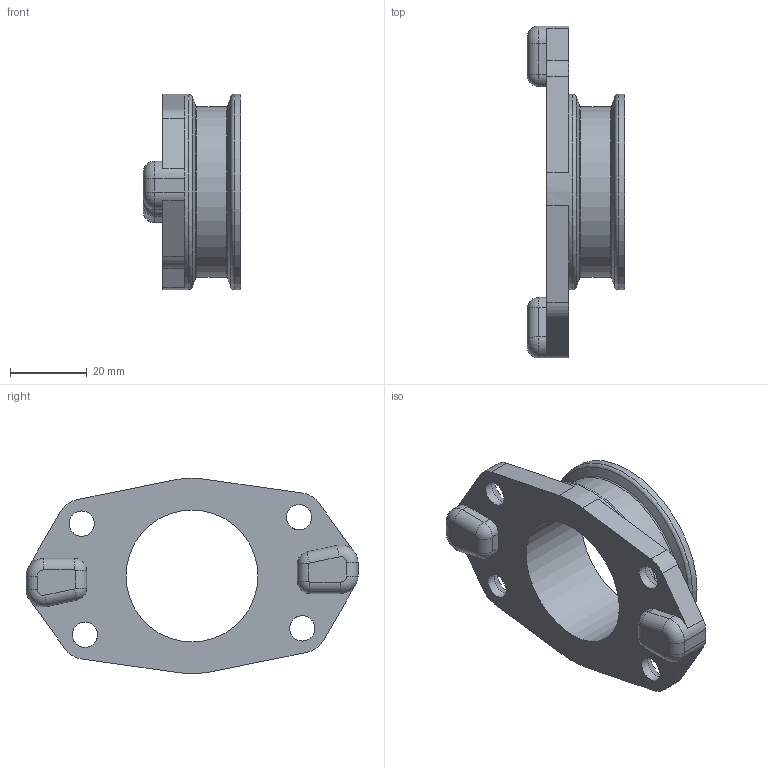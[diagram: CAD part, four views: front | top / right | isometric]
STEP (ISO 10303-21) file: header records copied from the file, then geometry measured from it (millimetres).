
FILE_DESCRIPTION(/* description */ ('STEP AP242','CAx-IF Rec.Pracs.---Representation and Presentation of Product Manufacturing Information (PMI)---4.0---2014-10-13','CAx-IF Rec.Pracs.---3D Tessellated Geometry---0.4---2014-09-14','2;1'),/* implementation_level */ '2;1');
FILE_NAME(/* name */ '67afb909b23dae2a3cb4dffe',/* time_stamp */ '2025-02-14T21:43:37Z',/* author */ (''),/* organization */ (''),/* preprocessor_version */ 'ST-DEVELOPER v20',/* originating_system */ 'ONSHAPE BY PTC INC, 1.193',/* authorisation */ ' ');
FILE_SCHEMA (('AP242_MANAGED_MODEL_BASED_3D_ENGINEERING_MIM_LF { 1 0 10303 442 1 1 4 }'));
Length unit declared in the file: metre
Products named in the file (1): v belt pulley
Bounding box: 25.4 x 86.33 x 50.8 mm (x, y, z)
Volume: 26393 mm3; surface area: 11739 mm2
Topology: 1 solids, 1 shells, 72 faces, 182 edges, 108 vertices
Faces by surface type: cylinder 28, plane 26, torus 12, cone 6
Full cylindrical faces by diameter (mm): 6.604 x4, 34.29 x1, 44.45 x1, 50.8 x2
Entity records: 2060 total; most frequent: DIRECTION 392, CARTESIAN_POINT 335, ORIENTED_EDGE 318, AXIS2_PLACEMENT_3D 160, EDGE_CURVE 159, VERTEX_POINT 103, EDGE_LOOP 96, FACE_BOUND 96
